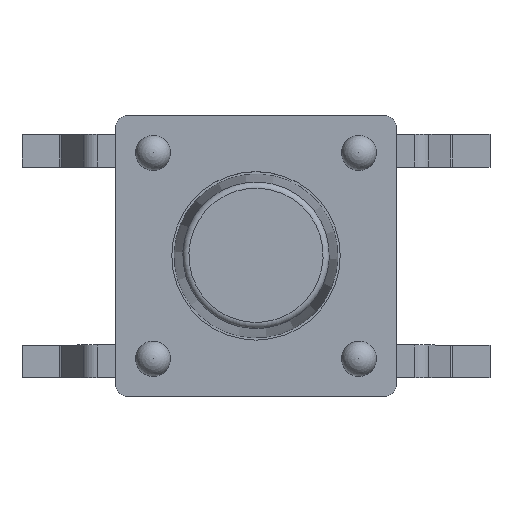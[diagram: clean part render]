
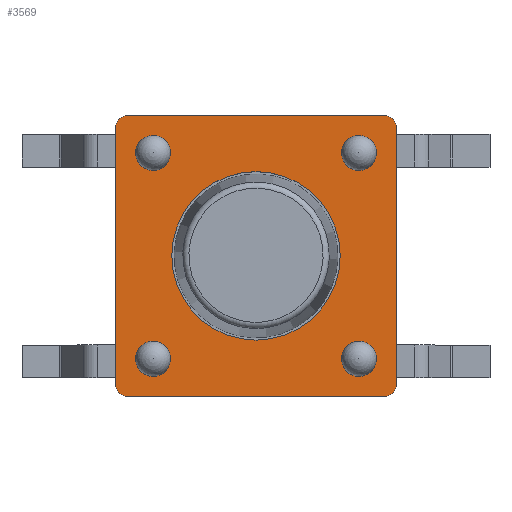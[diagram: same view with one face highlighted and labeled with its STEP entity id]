
A CAD part, top view. The second image highlights one B-rep face of the part: STEP entity #3569.
In plain terms, the highlighted planar face has unit normal (0, 0, 1).
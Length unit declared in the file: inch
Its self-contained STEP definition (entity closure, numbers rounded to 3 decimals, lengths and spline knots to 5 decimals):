
#119=FACE_BOUND('',#490,.T.);
#120=FACE_BOUND('',#491,.T.);
#121=FACE_BOUND('',#492,.T.);
#122=FACE_BOUND('',#493,.T.);
#123=FACE_BOUND('',#494,.T.);
#140=PLANE('',#3809);
#279=FACE_OUTER_BOUND('',#489,.T.);
#489=EDGE_LOOP('',(#2514,#2515,#2516,#2517,#2518,#2519,#2520,#2521));
#490=EDGE_LOOP('',(#2522));
#491=EDGE_LOOP('',(#2523));
#492=EDGE_LOOP('',(#2524));
#493=EDGE_LOOP('',(#2525));
#494=EDGE_LOOP('',(#2526));
#713=LINE('',#5251,#1107);
#714=LINE('',#5255,#1108);
#715=LINE('',#5259,#1109);
#716=LINE('',#5262,#1110);
#1107=VECTOR('',#4177,0.3937);
#1108=VECTOR('',#4180,0.3937);
#1109=VECTOR('',#4183,0.3937);
#1110=VECTOR('',#4186,0.3937);
#1504=CIRCLE('',#3807,0.00984);
#1506=CIRCLE('',#3810,0.00984);
#1507=CIRCLE('',#3811,0.00984);
#1508=CIRCLE('',#3812,0.00984);
#1509=CIRCLE('',#3813,0.07087);
#1510=CIRCLE('',#3814,0.01476);
#1511=CIRCLE('',#3815,0.01476);
#1512=CIRCLE('',#3816,0.01476);
#1513=CIRCLE('',#3817,0.01476);
#1616=VERTEX_POINT('',#5241);
#1617=VERTEX_POINT('',#5242);
#1620=VERTEX_POINT('',#5250);
#1621=VERTEX_POINT('',#5252);
#1622=VERTEX_POINT('',#5254);
#1623=VERTEX_POINT('',#5256);
#1624=VERTEX_POINT('',#5258);
#1625=VERTEX_POINT('',#5260);
#1626=VERTEX_POINT('',#5263);
#1627=VERTEX_POINT('',#5265);
#1628=VERTEX_POINT('',#5267);
#1629=VERTEX_POINT('',#5269);
#1630=VERTEX_POINT('',#5271);
#1969=EDGE_CURVE('',#1616,#1617,#1504,.T.);
#1973=EDGE_CURVE('',#1620,#1616,#713,.T.);
#1974=EDGE_CURVE('',#1621,#1620,#1506,.T.);
#1975=EDGE_CURVE('',#1622,#1621,#714,.T.);
#1976=EDGE_CURVE('',#1623,#1622,#1507,.T.);
#1977=EDGE_CURVE('',#1624,#1623,#715,.T.);
#1978=EDGE_CURVE('',#1625,#1624,#1508,.T.);
#1979=EDGE_CURVE('',#1617,#1625,#716,.T.);
#1980=EDGE_CURVE('',#1626,#1626,#1509,.T.);
#1981=EDGE_CURVE('',#1627,#1627,#1510,.T.);
#1982=EDGE_CURVE('',#1628,#1628,#1511,.T.);
#1983=EDGE_CURVE('',#1629,#1629,#1512,.T.);
#1984=EDGE_CURVE('',#1630,#1630,#1513,.T.);
#2514=ORIENTED_EDGE('',*,*,#1969,.F.);
#2515=ORIENTED_EDGE('',*,*,#1973,.F.);
#2516=ORIENTED_EDGE('',*,*,#1974,.F.);
#2517=ORIENTED_EDGE('',*,*,#1975,.F.);
#2518=ORIENTED_EDGE('',*,*,#1976,.F.);
#2519=ORIENTED_EDGE('',*,*,#1977,.F.);
#2520=ORIENTED_EDGE('',*,*,#1978,.F.);
#2521=ORIENTED_EDGE('',*,*,#1979,.F.);
#2522=ORIENTED_EDGE('',*,*,#1980,.T.);
#2523=ORIENTED_EDGE('',*,*,#1981,.F.);
#2524=ORIENTED_EDGE('',*,*,#1982,.F.);
#2525=ORIENTED_EDGE('',*,*,#1983,.F.);
#2526=ORIENTED_EDGE('',*,*,#1984,.F.);
#3569=ADVANCED_FACE('',(#279,#119,#120,#121,#122,#123),#140,.T.);
#3807=AXIS2_PLACEMENT_3D('',#5243,#4169,#4170);
#3809=AXIS2_PLACEMENT_3D('',#5249,#4175,#4176);
#3810=AXIS2_PLACEMENT_3D('',#5253,#4178,#4179);
#3811=AXIS2_PLACEMENT_3D('',#5257,#4181,#4182);
#3812=AXIS2_PLACEMENT_3D('',#5261,#4184,#4185);
#3813=AXIS2_PLACEMENT_3D('',#5264,#4187,#4188);
#3814=AXIS2_PLACEMENT_3D('',#5266,#4189,#4190);
#3815=AXIS2_PLACEMENT_3D('',#5268,#4191,#4192);
#3816=AXIS2_PLACEMENT_3D('',#5270,#4193,#4194);
#3817=AXIS2_PLACEMENT_3D('',#5272,#4195,#4196);
#4169=DIRECTION('center_axis',(0.,0.,
-1.));
#4170=DIRECTION('ref_axis',(-0.707,-0.707,0.));
#4175=DIRECTION('center_axis',(0.,0.,
1.));
#4176=DIRECTION('ref_axis',(-1.,0.,0.));
#4177=DIRECTION('',(-1.,0.,0.));
#4178=DIRECTION('center_axis',(0.,0.,
-1.));
#4179=DIRECTION('ref_axis',(0.707,-0.707,0.));
#4180=DIRECTION('',(0.,-1.,0.));
#4181=DIRECTION('center_axis',(0.,0.,
-1.));
#4182=DIRECTION('ref_axis',(0.707,0.707,0.));
#4183=DIRECTION('',(1.,0.,0.));
#4184=DIRECTION('center_axis',(0.,0.,
-1.));
#4185=DIRECTION('ref_axis',(-0.707,0.707,0.));
#4186=DIRECTION('',(0.,1.,0.));
#4187=DIRECTION('center_axis',(0.,0.,
-1.));
#4188=DIRECTION('ref_axis',(1.,0.,0.));
#4189=DIRECTION('center_axis',(0.,0.,
1.));
#4190=DIRECTION('ref_axis',(-1.,0.,0.));
#4191=DIRECTION('center_axis',(0.,0.,
1.));
#4192=DIRECTION('ref_axis',(-1.,0.,0.));
#4193=DIRECTION('center_axis',(0.,0.,
1.));
#4194=DIRECTION('ref_axis',(-1.,0.,0.));
#4195=DIRECTION('center_axis',(0.,0.,
1.));
#4196=DIRECTION('ref_axis',(-1.,0.,0.));
#5241=CARTESIAN_POINT('',(-0.10827,-0.11811,0.12677));
#5242=CARTESIAN_POINT('',(-0.11811,-0.10827,0.12677));
#5243=CARTESIAN_POINT('Origin',(-0.10827,-0.10827,0.12677));
#5249=CARTESIAN_POINT('Origin',(0.,0.,
0.12677));
#5250=CARTESIAN_POINT('',(0.10827,-0.11811,0.12677));
#5251=CARTESIAN_POINT('',(-0.11811,-0.11811,0.12677));
#5252=CARTESIAN_POINT('',(0.11811,-0.10827,0.12677));
#5253=CARTESIAN_POINT('Origin',(0.10827,-0.10827,0.12677));
#5254=CARTESIAN_POINT('',(0.11811,0.10827,0.12677));
#5255=CARTESIAN_POINT('',(0.11811,-0.11811,0.12677));
#5256=CARTESIAN_POINT('',(0.10827,0.11811,0.12677));
#5257=CARTESIAN_POINT('Origin',(0.10827,0.10827,0.12677));
#5258=CARTESIAN_POINT('',(-0.10827,0.11811,0.12677));
#5259=CARTESIAN_POINT('',(0.11811,0.11811,0.12677));
#5260=CARTESIAN_POINT('',(-0.11811,0.10827,0.12677));
#5261=CARTESIAN_POINT('Origin',(-0.10827,0.10827,0.12677));
#5262=CARTESIAN_POINT('',(-0.11811,0.11811,0.12677));
#5263=CARTESIAN_POINT('',(-0.07087,0.,0.12677));
#5264=CARTESIAN_POINT('Origin',(0.,0.,
0.12677));
#5265=CARTESIAN_POINT('',(0.10138,0.08661,0.12677));
#5266=CARTESIAN_POINT('Origin',(0.08661,0.08661,0.12677));
#5267=CARTESIAN_POINT('',(-0.07185,0.08661,0.12677));
#5268=CARTESIAN_POINT('Origin',(-0.08661,0.08661,
0.12677));
#5269=CARTESIAN_POINT('',(-0.07185,-0.08661,0.12677));
#5270=CARTESIAN_POINT('Origin',(-0.08661,-0.08661,
0.12677));
#5271=CARTESIAN_POINT('',(0.10138,-0.08661,0.12677));
#5272=CARTESIAN_POINT('Origin',(0.08661,-0.08661,
0.12677));
